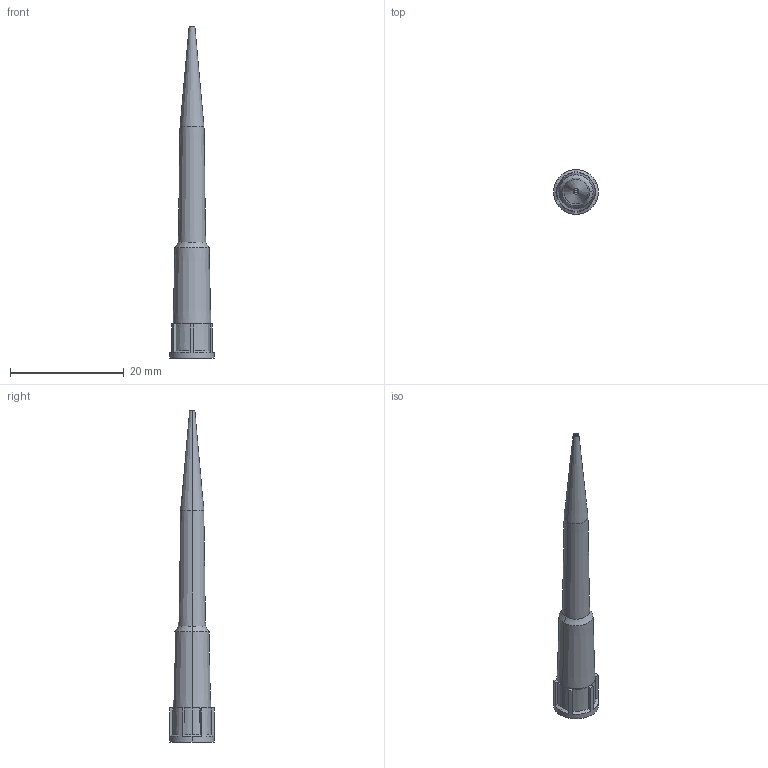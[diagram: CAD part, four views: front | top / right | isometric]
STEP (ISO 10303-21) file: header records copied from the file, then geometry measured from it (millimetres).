
FILE_DESCRIPTION (( 'STEP AP203' ), '1' );
FILE_NAME ('keyto200¦ÌLtip.STEP', '2023-10-16T08:51:47', ( '' ), ( '' ), 'SwSTEP 2.0', 'SolidWorks 2021', '' );
FILE_SCHEMA (( 'CONFIG_CONTROL_DESIGN' ));
Length unit declared in the file: millimetre
Products named in the file (1): keyto200¦ÌLtip
Bounding box: 7.88 x 7.88 x 58.5 mm (x, y, z)
Volume: 468.3 mm3; surface area: 1710.8 mm2
Topology: 2 solids, 2 shells, 55 faces, 132 edges, 82 vertices
Faces by surface type: cone 32, plane 17, cylinder 6
Entity records: 1703 total; most frequent: CARTESIAN_POINT 342, DIRECTION 278, ORIENTED_EDGE 264, EDGE_CURVE 132, AXIS2_PLACEMENT_3D 114, VERTEX_POINT 82, CIRCLE 58, EDGE_LOOP 58
